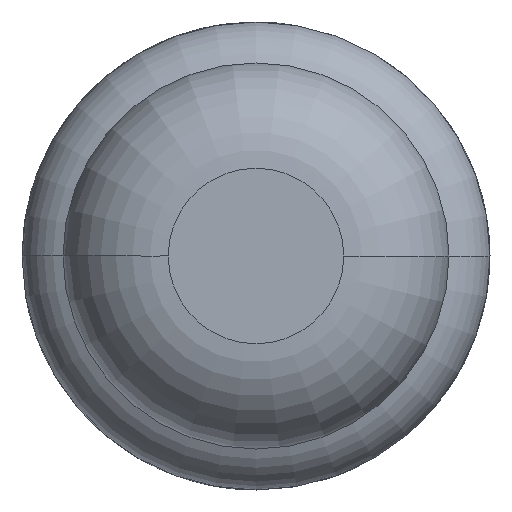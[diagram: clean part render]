
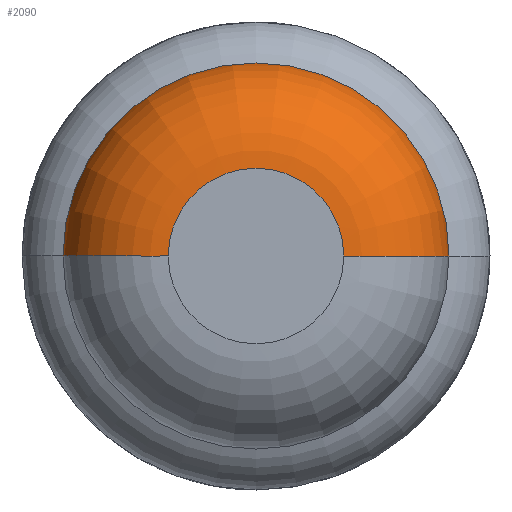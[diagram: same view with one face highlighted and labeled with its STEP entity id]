
A CAD part, front view. The second image highlights one B-rep face of the part: STEP entity #2090.
In plain terms, the highlighted toroidal (fillet/blend) face has major radius 0.375 mm and minor radius 0.45 mm.
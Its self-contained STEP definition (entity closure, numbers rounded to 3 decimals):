
#17 = AXIS2_PLACEMENT_3D ( 'NONE', #3126, #3750, #1372 ) ;
#110 = CARTESIAN_POINT ( 'NONE',  ( 0.825, -31.55, 0. ) ) ;
#162 = DIRECTION ( 'NONE',  ( 1., 0., 0. ) ) ;
#246 = TOROIDAL_SURFACE ( 'NONE', #17, 0.375, 0.45 ) ;
#324 = CIRCLE ( 'NONE', #1702, 0.825 ) ;
#376 = EDGE_CURVE ( 'Defeature ausgef�hrt1_7+Defeature ausgef�hrt1_8+Defeature ausgef�hrt1_8+Defeature ausgef�hrt1_8', #3762, #3460, #324, .T. ) ;
#417 = FACE_OUTER_BOUND ( 'NONE', #501, .T. ) ;
#418 = DIRECTION ( 'NONE',  ( 0., 0., -1. ) ) ;
#500 = CIRCLE ( 'NONE', #1157, 0.45 ) ;
#501 = EDGE_LOOP ( 'NONE', ( #2718, #2538, #2477, #3377 ) ) ;
#734 = CIRCLE ( 'NONE', #2520, 0.45 ) ;
#1144 = VERTEX_POINT ( 'NONE', #1290 ) ;
#1157 = AXIS2_PLACEMENT_3D ( 'NONE', #3063, #418, #3312 ) ;
#1164 = DIRECTION ( 'NONE',  ( 0., 0., 1. ) ) ;
#1290 = CARTESIAN_POINT ( 'NONE',  ( 0.375, -32., 0. ) ) ;
#1305 = DIRECTION ( 'NONE',  ( 0., -1., 0. ) ) ;
#1372 = DIRECTION ( 'NONE',  ( 1., 0., 0. ) ) ;
#1702 = AXIS2_PLACEMENT_3D ( 'NONE', #2908, #2036, #3505 ) ;
#1703 = EDGE_CURVE ( 'NONE', #3460, #2410, #734, .T. ) ;
#1732 = DIRECTION ( 'NONE',  ( 1., 0., 0. ) ) ;
#1923 = EDGE_CURVE ( 'NONE', #3762, #1144, #500, .T. ) ;
#1987 = CARTESIAN_POINT ( 'NONE',  ( -0.375, -31.55, 0. ) ) ;
#2036 = DIRECTION ( 'NONE',  ( 0., -1., 0. ) ) ;
#2090 = ADVANCED_FACE ( 'Defeature ausgef�hrt1_7', ( #417 ), #246, .T. ) ;
#2170 = CARTESIAN_POINT ( 'NONE',  ( -0.375, -32., 0. ) ) ;
#2190 = AXIS2_PLACEMENT_3D ( 'NONE', #3655, #1305, #162 ) ;
#2410 = VERTEX_POINT ( 'NONE', #2170 ) ;
#2477 = ORIENTED_EDGE ( 'NONE', *, *, #2827, .F. ) ;
#2520 = AXIS2_PLACEMENT_3D ( 'NONE', #1987, #1164, #1732 ) ;
#2535 = CARTESIAN_POINT ( 'NONE',  ( -0.825, -31.55, 0. ) ) ;
#2538 = ORIENTED_EDGE ( 'NONE', *, *, #1703, .T. ) ;
#2718 = ORIENTED_EDGE ( 'NONE', *, *, #376, .T. ) ;
#2827 = EDGE_CURVE ( 'Defeature ausgef�hrt1_6+Defeature ausgef�hrt1_7+Defeature ausgef�hrt1_7+Defeature ausgef�hrt1_7', #1144, #2410, #3395, .T. ) ;
#2908 = CARTESIAN_POINT ( 'NONE',  ( 0., -31.55, 0. ) ) ;
#3063 = CARTESIAN_POINT ( 'NONE',  ( 0.375, -31.55, 0. ) ) ;
#3126 = CARTESIAN_POINT ( 'NONE',  ( 0., -31.55, 0. ) ) ;
#3312 = DIRECTION ( 'NONE',  ( -1., 0., 0. ) ) ;
#3377 = ORIENTED_EDGE ( 'NONE', *, *, #1923, .F. ) ;
#3395 = CIRCLE ( 'NONE', #2190, 0.375 ) ;
#3460 = VERTEX_POINT ( 'NONE', #2535 ) ;
#3505 = DIRECTION ( 'NONE',  ( 1., 0., 0. ) ) ;
#3655 = CARTESIAN_POINT ( 'NONE',  ( 0., -32., 0. ) ) ;
#3750 = DIRECTION ( 'NONE',  ( 0., -1., 0. ) ) ;
#3762 = VERTEX_POINT ( 'NONE', #110 ) ;
